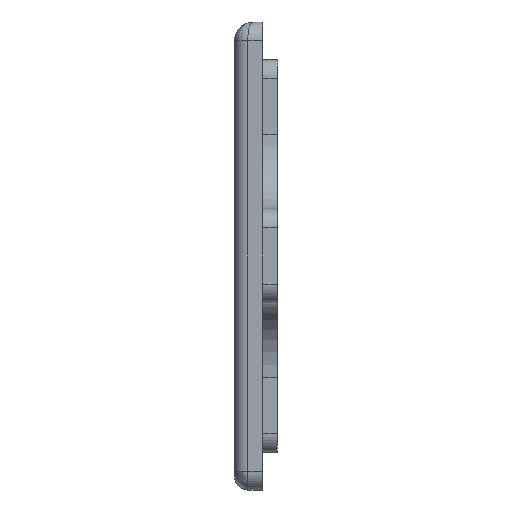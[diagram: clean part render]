
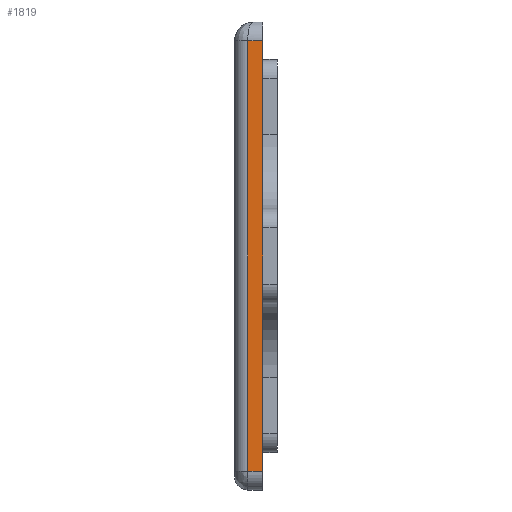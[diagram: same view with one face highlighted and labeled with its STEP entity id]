
A CAD part, left-side view. The second image highlights one B-rep face of the part: STEP entity #1819.
In plain terms, the highlighted planar face has unit normal (-1, 0, 0).
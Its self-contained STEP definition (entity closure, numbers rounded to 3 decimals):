
#73=PLANE('',#2045);
#203=LINE('',#3125,#349);
#206=LINE('',#3145,#352);
#207=LINE('',#3147,#353);
#208=LINE('',#3148,#354);
#349=VECTOR('',#2565,58.42);
#352=VECTOR('',#2584,2.032);
#353=VECTOR('',#2585,58.42);
#354=VECTOR('',#2586,2.032);
#495=FACE_OUTER_BOUND('',#613,.T.);
#613=EDGE_LOOP('',(#1627,#1628,#1629,#1630));
#907=VERTEX_POINT('',#3122);
#908=VERTEX_POINT('',#3124);
#917=VERTEX_POINT('',#3144);
#918=VERTEX_POINT('',#3146);
#1152=EDGE_CURVE('',#908,#907,#203,.T.);
#1162=EDGE_CURVE('',#907,#917,#206,.F.);
#1163=EDGE_CURVE('',#917,#918,#207,.F.);
#1164=EDGE_CURVE('',#918,#908,#208,.T.);
#1627=ORIENTED_EDGE('',*,*,#1152,.T.);
#1628=ORIENTED_EDGE('',*,*,#1162,.T.);
#1629=ORIENTED_EDGE('',*,*,#1163,.T.);
#1630=ORIENTED_EDGE('',*,*,#1164,.T.);
#1819=ADVANCED_FACE('',(#495),#73,.F.);
#2045=AXIS2_PLACEMENT_3D('',#3143,#2582,#2583);
#2565=DIRECTION('',(0.,0.,1.));
#2582=DIRECTION('center_axis',(1.,0.,0.));
#2583=DIRECTION('ref_axis',(0.,0.,-1.));
#2584=DIRECTION('',(0.,-1.,0.));
#2585=DIRECTION('',(0.,0.,1.));
#2586=DIRECTION('',(0.,-1.,0.));
#3122=CARTESIAN_POINT('',(-101.6,0.,-40.64));
#3124=CARTESIAN_POINT('',(-101.6,0.,-99.06));
#3125=CARTESIAN_POINT('',(-101.6,0.,-99.06));
#3143=CARTESIAN_POINT('Origin',(-101.6,3.81,-38.1));
#3144=CARTESIAN_POINT('',(-101.6,2.032,-40.64));
#3145=CARTESIAN_POINT('',(-101.6,2.032,-40.64));
#3146=CARTESIAN_POINT('',(-101.6,2.032,-99.06));
#3147=CARTESIAN_POINT('',(-101.6,2.032,-99.06));
#3148=CARTESIAN_POINT('',(-101.6,2.032,-99.06));
